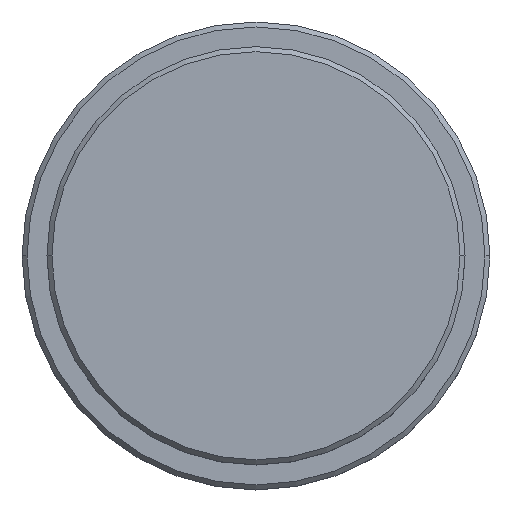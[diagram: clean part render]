
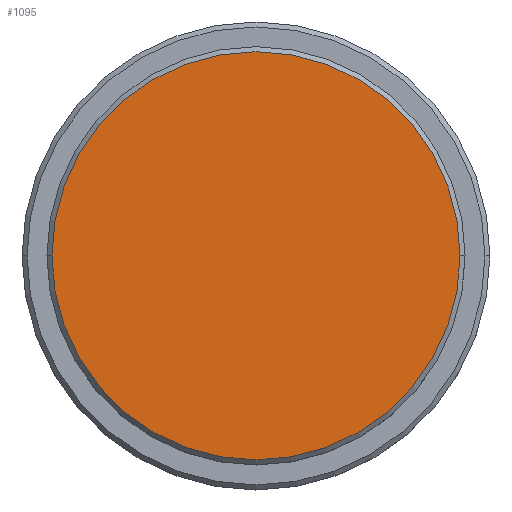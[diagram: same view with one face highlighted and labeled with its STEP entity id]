
A CAD part, top view. The second image highlights one B-rep face of the part: STEP entity #1095.
In plain terms, the highlighted planar face has unit normal (0, 0, 1).
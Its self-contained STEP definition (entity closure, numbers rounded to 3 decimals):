
#143 = DIRECTION ( 'NONE',  ( 1., 0., 0. ) ) ;
#144 = CIRCLE ( 'NONE', #1329, 20.5 ) ;
#224 = CARTESIAN_POINT ( 'NONE',  ( 20.5, 0., 0. ) ) ;
#244 = VERTEX_POINT ( 'NONE', #224 ) ;
#268 = ORIENTED_EDGE ( 'NONE', *, *, #768, .T. ) ;
#328 = CARTESIAN_POINT ( 'NONE',  ( 0., 0., 0. ) ) ;
#395 = EDGE_LOOP ( 'NONE', ( #1055, #268 ) ) ;
#431 = DIRECTION ( 'NONE',  ( 0., 0., 1. ) ) ;
#450 = CARTESIAN_POINT ( 'NONE',  ( 0., 0., 0. ) ) ;
#481 = CARTESIAN_POINT ( 'NONE',  ( -20.5, 0., 0. ) ) ;
#573 = AXIS2_PLACEMENT_3D ( 'NONE', #328, #1186, #857 ) ;
#755 = CARTESIAN_POINT ( 'NONE',  ( 0., 0., 0. ) ) ;
#768 = EDGE_CURVE ( 'NONE', #244, #1391, #1113, .T. ) ;
#820 = AXIS2_PLACEMENT_3D ( 'NONE', #450, #1020, #143 ) ;
#857 = DIRECTION ( 'NONE',  ( 1., 0., 0. ) ) ;
#964 = FACE_OUTER_BOUND ( 'NONE', #395, .T. ) ;
#1020 = DIRECTION ( 'NONE',  ( 0., 0., 1. ) ) ;
#1055 = ORIENTED_EDGE ( 'NONE', *, *, #1086, .T. ) ;
#1086 = EDGE_CURVE ( 'NONE', #1391, #244, #144, .T. ) ;
#1095 = ADVANCED_FACE ( 'NONE', ( #964 ), #1393, .T. ) ;
#1113 = CIRCLE ( 'NONE', #820, 20.5 ) ;
#1186 = DIRECTION ( 'NONE',  ( 0., 0., 1. ) ) ;
#1298 = DIRECTION ( 'NONE',  ( 1., 0., 0. ) ) ;
#1329 = AXIS2_PLACEMENT_3D ( 'NONE', #755, #431, #1298 ) ;
#1391 = VERTEX_POINT ( 'NONE', #481 ) ;
#1393 = PLANE ( 'NONE',  #573 ) ;
